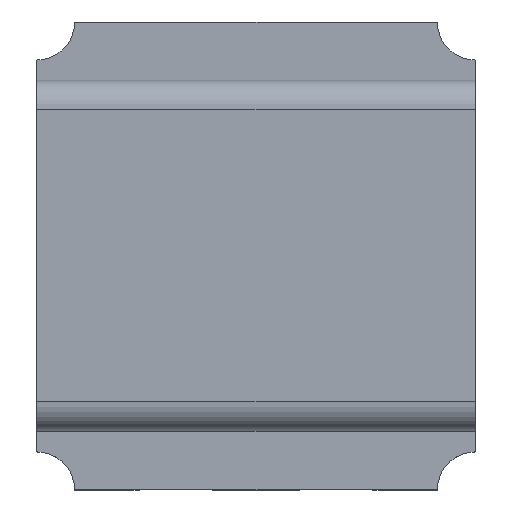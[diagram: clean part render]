
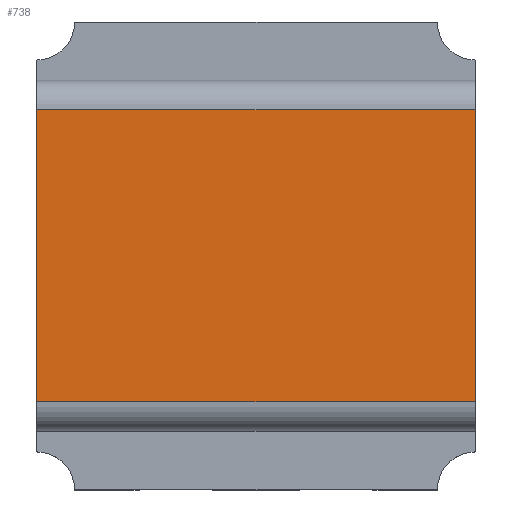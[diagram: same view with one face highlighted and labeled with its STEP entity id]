
A CAD part, top view. The second image highlights one B-rep face of the part: STEP entity #738.
In plain terms, the highlighted planar face has unit normal (0, 0, 1).
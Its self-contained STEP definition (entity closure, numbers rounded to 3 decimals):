
#76=FACE_OUTER_BOUND('',#114,.T.);
#114=EDGE_LOOP('',(#643,#644,#645,#646));
#197=LINE('',#1178,#287);
#199=LINE('',#1184,#289);
#200=LINE('',#1186,#290);
#201=LINE('',#1187,#291);
#287=VECTOR('',#968,10.);
#289=VECTOR('',#974,10.);
#290=VECTOR('',#975,10.);
#291=VECTOR('',#976,10.);
#358=VERTEX_POINT('',#1175);
#359=VERTEX_POINT('',#1177);
#361=VERTEX_POINT('',#1183);
#362=VERTEX_POINT('',#1185);
#454=EDGE_CURVE('',#358,#359,#197,.T.);
#457=EDGE_CURVE('',#358,#361,#199,.T.);
#458=EDGE_CURVE('',#362,#361,#200,.T.);
#459=EDGE_CURVE('',#362,#359,#201,.T.);
#643=ORIENTED_EDGE('',*,*,#454,.F.);
#644=ORIENTED_EDGE('',*,*,#457,.T.);
#645=ORIENTED_EDGE('',*,*,#458,.F.);
#646=ORIENTED_EDGE('',*,*,#459,.T.);
#701=PLANE('',#801);
#738=ADVANCED_FACE('',(#76),#701,.T.);
#801=AXIS2_PLACEMENT_3D('',#1182,#972,#973);
#968=DIRECTION('',(1.,0.,0.));
#972=DIRECTION('center_axis',(0.,0.,1.));
#973=DIRECTION('ref_axis',(1.,0.,0.));
#974=DIRECTION('',(0.,-1.,0.));
#975=DIRECTION('',(-1.,0.,0.));
#976=DIRECTION('',(0.,1.,0.));
#1175=CARTESIAN_POINT('',(-0.75,0.5,0.55));
#1177=CARTESIAN_POINT('',(0.75,0.5,0.55));
#1178=CARTESIAN_POINT('',(0.375,0.5,0.55));
#1182=CARTESIAN_POINT('Origin',(0.,0.,0.55));
#1183=CARTESIAN_POINT('',(-0.75,-0.5,0.55));
#1184=CARTESIAN_POINT('',(-0.75,0.6,0.55));
#1185=CARTESIAN_POINT('',(0.75,-0.5,0.55));
#1186=CARTESIAN_POINT('',(-0.375,-0.5,0.55));
#1187=CARTESIAN_POINT('',(0.75,-0.6,0.55));
